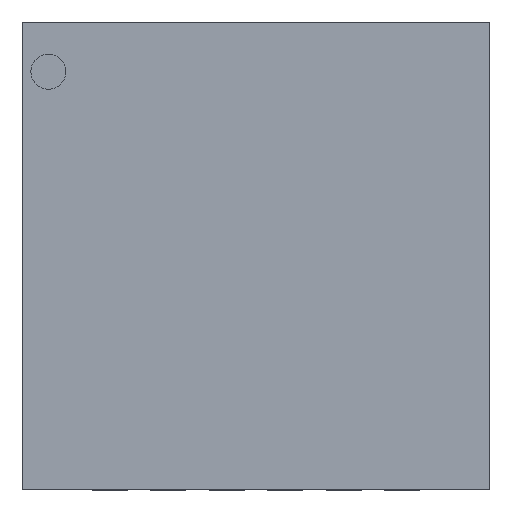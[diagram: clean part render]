
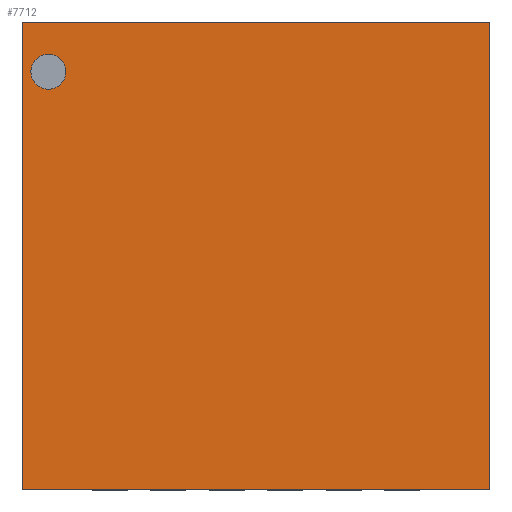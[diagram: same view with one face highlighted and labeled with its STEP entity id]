
A CAD part, top view. The second image highlights one B-rep face of the part: STEP entity #7712.
In plain terms, the highlighted planar face has unit normal (0, 0, 1).
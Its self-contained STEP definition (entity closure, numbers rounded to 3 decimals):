
#4101=CARTESIAN_POINT('',(-1.625,1.575,0.8));
#4102=VERTEX_POINT('',#4101);
#4118=CARTESIAN_POINT('',(-1.925,1.575,0.8));
#4119=VERTEX_POINT('',#4118);
#4126=CARTESIAN_POINT('',(-1.775,1.575,0.8));
#4127=DIRECTION('',(0.0,0.0,-1.0));
#4128=DIRECTION('',(1.0,0.0,0.0));
#4129=AXIS2_PLACEMENT_3D('',#4126,#4127,#4128);
#4130=CIRCLE('',#4129,0.15);
#4131=EDGE_CURVE('',#4102,#4119,#4130,.T.);
#4142=CARTESIAN_POINT('',(-1.775,1.575,0.8));
#4143=DIRECTION('',(0.0,0.0,-1.0));
#4144=DIRECTION('',(1.0,0.0,0.0));
#4145=AXIS2_PLACEMENT_3D('',#4142,#4143,#4144);
#4146=CIRCLE('',#4145,0.15);
#4147=EDGE_CURVE('',#4119,#4102,#4146,.T.);
#7351=CARTESIAN_POINT('',(-2.0,2.0,0.8));
#7352=VERTEX_POINT('',#7351);
#7359=CARTESIAN_POINT('',(2.0,2.0,0.8));
#7360=VERTEX_POINT('',#7359);
#7361=CARTESIAN_POINT('',(2.0,2.0,0.8));
#7362=DIRECTION('',(-1.0,0.0,0.0));
#7363=VECTOR('',#7362,4.0);
#7364=LINE('',#7361,#7363);
#7365=EDGE_CURVE('',#7360,#7352,#7364,.T.);
#7444=CARTESIAN_POINT('',(2.0,-2.0,0.8));
#7445=VERTEX_POINT('',#7444);
#7446=CARTESIAN_POINT('',(2.0,-2.0,0.8));
#7447=DIRECTION('',(0.0,1.0,0.0));
#7448=VECTOR('',#7447,4.0);
#7449=LINE('',#7446,#7448);
#7450=EDGE_CURVE('',#7445,#7360,#7449,.T.);
#7685=CARTESIAN_POINT('',(0.0,0.0,0.8));
#7686=DIRECTION('',(0.0,0.0,1.0));
#7687=DIRECTION('',(0.0,-1.0,0.0));
#7688=AXIS2_PLACEMENT_3D('',#7685,#7686,#7687);
#7689=PLANE('',#7688);
#7690=CARTESIAN_POINT('',(-2.0,-2.0,0.8));
#7691=VERTEX_POINT('',#7690);
#7692=CARTESIAN_POINT('',(-2.0,-2.0,0.8));
#7693=DIRECTION('',(1.0,0.0,0.0));
#7694=VECTOR('',#7693,4.0);
#7695=LINE('',#7692,#7694);
#7696=EDGE_CURVE('',#7691,#7445,#7695,.T.);
#7697=ORIENTED_EDGE('',*,*,#7696,.T.);
#7698=ORIENTED_EDGE('',*,*,#7450,.T.);
#7699=ORIENTED_EDGE('',*,*,#7365,.T.);
#7700=CARTESIAN_POINT('',(-2.0,2.0,0.8));
#7701=DIRECTION('',(0.0,-1.0,0.0));
#7702=VECTOR('',#7701,4.0);
#7703=LINE('',#7700,#7702);
#7704=EDGE_CURVE('',#7352,#7691,#7703,.T.);
#7705=ORIENTED_EDGE('',*,*,#7704,.T.);
#7706=EDGE_LOOP('',(#7697,#7698,#7699,#7705));
#7707=FACE_OUTER_BOUND('',#7706,.T.);
#7708=ORIENTED_EDGE('',*,*,#4131,.T.);
#7709=ORIENTED_EDGE('',*,*,#4147,.T.);
#7710=EDGE_LOOP('',(#7708,#7709));
#7711=FACE_BOUND('',#7710,.T.);
#7712=ADVANCED_FACE('',(#7707,#7711),#7689,.T.);
